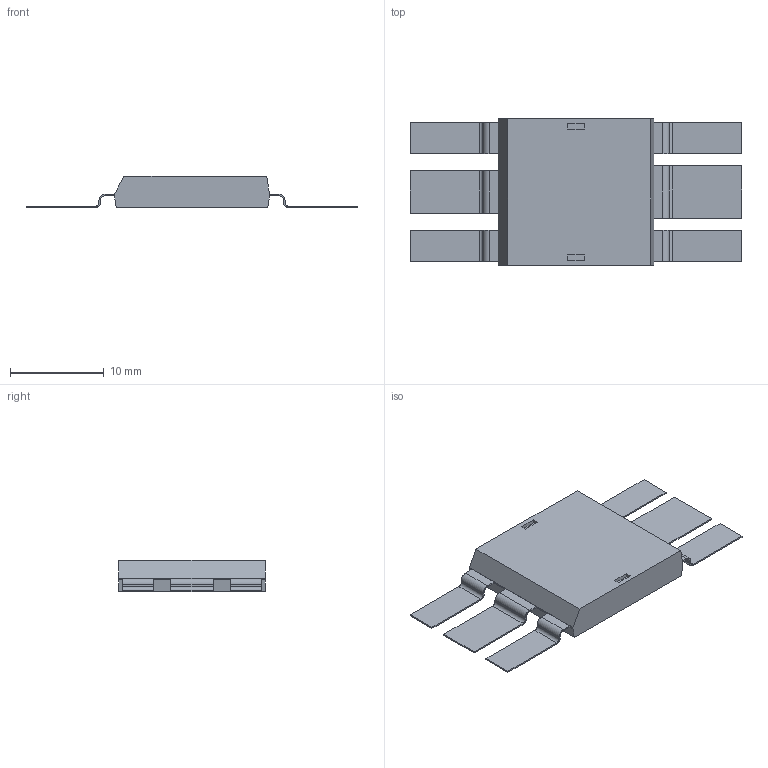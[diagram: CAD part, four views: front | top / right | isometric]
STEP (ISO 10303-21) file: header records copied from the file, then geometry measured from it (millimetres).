
FILE_DESCRIPTION((''),'2;1');
FILE_NAME('DEIC420.stp','2010-10-14T17:05:41',(''),(''),'Mechanical Desktop 2010','Mechanical Desktop 2010',', , ');
FILE_SCHEMA(('AUTOMOTIVE_DESIGN { 1 2 10303 214 1 1 1 1 }'));
Length unit declared in the file: millimetre
Products named in the file (1): Product
Bounding box: 35.23 x 15.6 x 3.3 mm (x, y, z)
Volume: 861.6 mm3; surface area: 1579.7 mm2
Topology: 8 solids, 8 shells, 115 faces, 288 edges, 192 vertices
Faces by surface type: plane 86, cylinder 24, bspline 5
Entity records: 3455 total; most frequent: CARTESIAN_POINT 611, ORIENTED_EDGE 576, DIRECTION 558, EDGE_CURVE 288, VECTOR 240, LINE 240, VERTEX_POINT 192, AXIS2_PLACEMENT_3D 159
